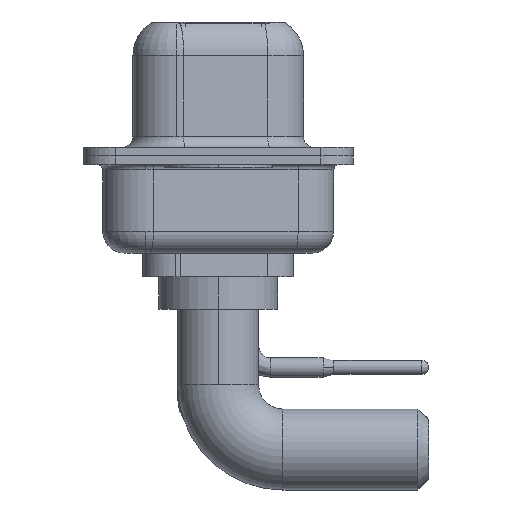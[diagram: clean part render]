
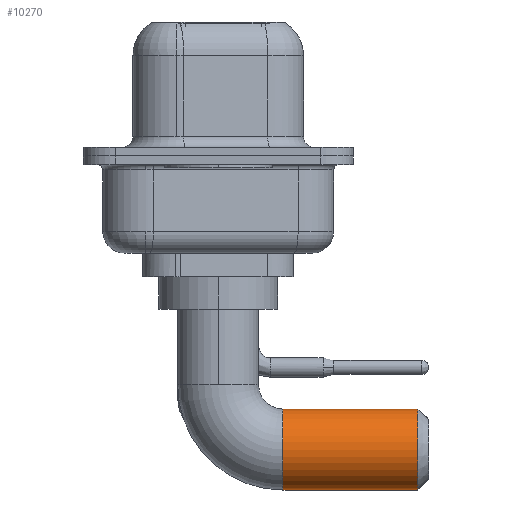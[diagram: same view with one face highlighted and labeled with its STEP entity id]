
A CAD part, left-side view. The second image highlights one B-rep face of the part: STEP entity #10270.
In plain terms, the highlighted cylindrical face has radius 1.875 mm (diameter 3.75 mm), a partial arc.
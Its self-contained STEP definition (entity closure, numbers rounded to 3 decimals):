
#341 = LINE ( 'NONE', #3146, #16544 ) ;
#443 = CARTESIAN_POINT ( 'NONE',  ( 0., -3., -8.375 ) ) ;
#524 = VERTEX_POINT ( 'NONE', #16946 ) ;
#1608 = CIRCLE ( 'NONE', #14557, 1.875 ) ;
#2045 = VERTEX_POINT ( 'NONE', #443 ) ;
#2509 = CARTESIAN_POINT ( 'NONE',  ( 0., -9.25, -6.5 ) ) ;
#2953 = EDGE_LOOP ( 'NONE', ( #11188, #8907, #4764, #15595 ) ) ;
#3146 = CARTESIAN_POINT ( 'NONE',  ( 0., -3., -8.375 ) ) ;
#3263 = DIRECTION ( 'NONE',  ( 0., 0., -1. ) ) ;
#3445 = EDGE_CURVE ( 'NONE', #2045, #6704, #341, .T. ) ;
#4080 = DIRECTION ( 'NONE',  ( 0., -1., 0. ) ) ;
#4764 = ORIENTED_EDGE ( 'NONE', *, *, #3445, .T. ) ;
#4846 = DIRECTION ( 'NONE',  ( 0., -1., 0. ) ) ;
#5003 = FACE_OUTER_BOUND ( 'NONE', #2953, .T. ) ;
#5249 = VERTEX_POINT ( 'NONE', #16420 ) ;
#5416 = DIRECTION ( 'NONE',  ( 0., 1., 0. ) ) ;
#5654 = EDGE_CURVE ( 'NONE', #524, #5249, #13610, .T. ) ;
#6697 = CARTESIAN_POINT ( 'NONE',  ( 0., -3., -6.5 ) ) ;
#6704 = VERTEX_POINT ( 'NONE', #15379 ) ;
#6760 = VECTOR ( 'NONE', #4846, 1000. ) ;
#6902 = DIRECTION ( 'NONE',  ( -1., 0., 0. ) ) ;
#8046 = AXIS2_PLACEMENT_3D ( 'NONE', #6697, #4080, #6902 ) ;
#8418 = DIRECTION ( 'NONE',  ( 0., 0., -1. ) ) ;
#8907 = ORIENTED_EDGE ( 'NONE', *, *, #11195, .T. ) ;
#9425 = DIRECTION ( 'NONE',  ( 0., -1., 0. ) ) ;
#10270 = ADVANCED_FACE ( 'NONE', ( #5003 ), #10880, .T. ) ;
#10880 = CYLINDRICAL_SURFACE ( 'NONE', #15725, 1.875 ) ;
#11188 = ORIENTED_EDGE ( 'NONE', *, *, #5654, .F. ) ;
#11195 = EDGE_CURVE ( 'NONE', #524, #2045, #12352, .T. ) ;
#12352 = CIRCLE ( 'NONE', #8046, 1.875 ) ;
#12940 = EDGE_CURVE ( 'NONE', #6704, #5249, #1608, .T. ) ;
#13610 = LINE ( 'NONE', #13796, #6760 ) ;
#13796 = CARTESIAN_POINT ( 'NONE',  ( 0., -3., -4.625 ) ) ;
#14557 = AXIS2_PLACEMENT_3D ( 'NONE', #2509, #5416, #8418 ) ;
#15379 = CARTESIAN_POINT ( 'NONE',  ( 0., -9.25, -8.375 ) ) ;
#15595 = ORIENTED_EDGE ( 'NONE', *, *, #12940, .T. ) ;
#15725 = AXIS2_PLACEMENT_3D ( 'NONE', #16646, #16462, #3263 ) ;
#16420 = CARTESIAN_POINT ( 'NONE',  ( 0., -9.25, -4.625 ) ) ;
#16462 = DIRECTION ( 'NONE',  ( 0., -1., 0. ) ) ;
#16544 = VECTOR ( 'NONE', #9425, 1000. ) ;
#16646 = CARTESIAN_POINT ( 'NONE',  ( 0., -3., -6.5 ) ) ;
#16946 = CARTESIAN_POINT ( 'NONE',  ( 0., -3., -4.625 ) ) ;
